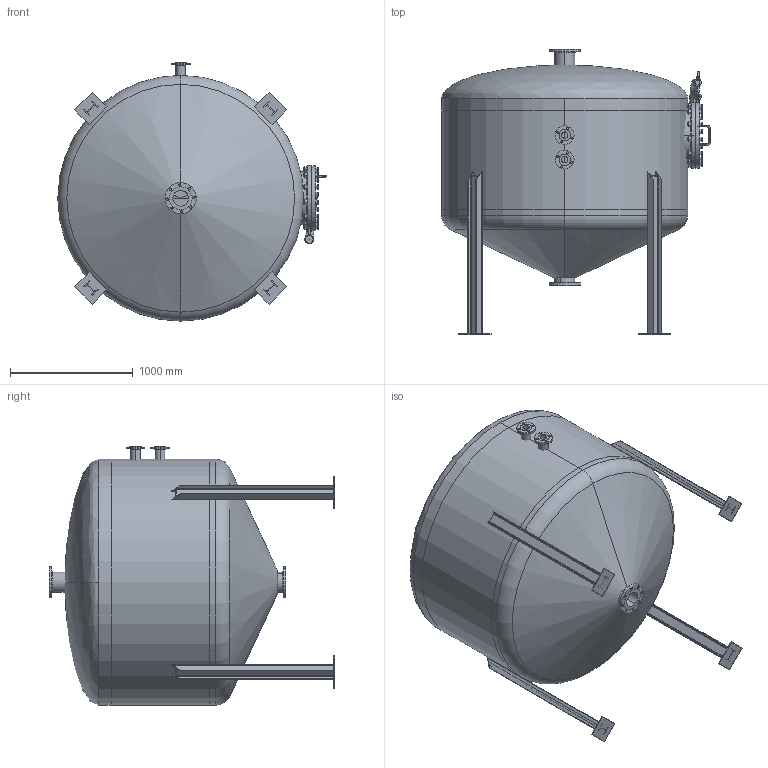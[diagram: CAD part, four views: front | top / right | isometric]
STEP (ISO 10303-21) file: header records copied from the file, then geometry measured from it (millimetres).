
FILE_DESCRIPTION (( 'STEP AP203' ), '1' );
FILE_NAME ('Default.STEP', '2025-05-13T16:43:40', '' );
FILE_SCHEMA (( 'CONFIG_CONTROL_DESIGN' ));
Length unit declared in the file: millimetre
Products named in the file (1): Default
Bounding box: 2184.14 x 2322.61 x 2101.59 mm (x, y, z)
Volume: 214076441.6 mm3; surface area: 32577008 mm2
Topology: 53 solids, 53 shells, 1142 faces, 2575 edges, 1546 vertices
Faces by surface type: plane 494, cylinder 358, cone 230, torus 56, bspline 4
Entity records: 33076 total; most frequent: CARTESIAN_POINT 7144, DIRECTION 5679, ORIENTED_EDGE 5094, EDGE_CURVE 2547, AXIS2_PLACEMENT_3D 2233, VERTEX_POINT 1546, EDGE_LOOP 1325, VECTOR 1213
